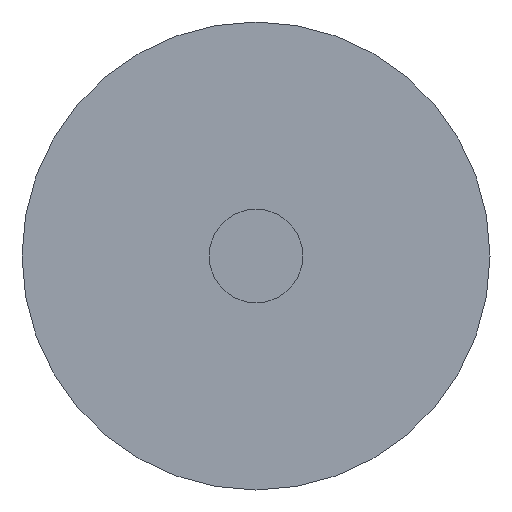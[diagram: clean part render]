
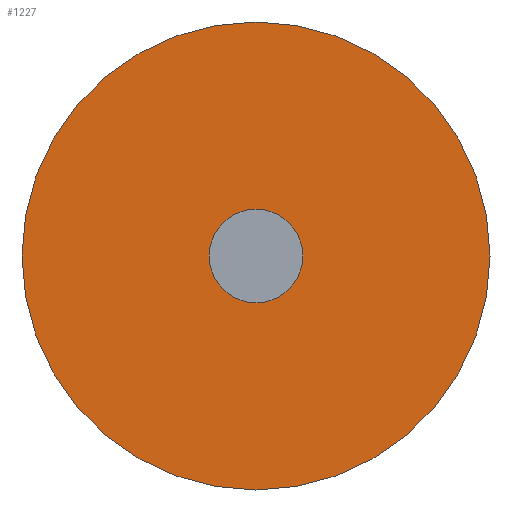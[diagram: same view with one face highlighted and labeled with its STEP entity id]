
A CAD part, front view. The second image highlights one B-rep face of the part: STEP entity #1227.
In plain terms, the highlighted planar face has unit normal (0, -1, 0).
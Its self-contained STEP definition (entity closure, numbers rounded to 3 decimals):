
#17=FACE_BOUND('',#168,.T.);
#25=PLANE('',#1323);
#96=FACE_OUTER_BOUND('',#167,.T.);
#167=EDGE_LOOP('',(#1097));
#168=EDGE_LOOP('',(#1098));
#176=CIRCLE('',#1304,25.);
#179=CIRCLE('',#1308,5.);
#531=VERTEX_POINT('',#7955);
#534=VERTEX_POINT('',#7963);
#712=EDGE_CURVE('',#531,#531,#176,.T.);
#717=EDGE_CURVE('',#534,#534,#179,.T.);
#1097=ORIENTED_EDGE('',*,*,#712,.T.);
#1098=ORIENTED_EDGE('',*,*,#717,.F.);
#1227=ADVANCED_FACE('',(#96,#17),#25,.F.);
#1304=AXIS2_PLACEMENT_3D('',#7956,#1502,#1503);
#1308=AXIS2_PLACEMENT_3D('',#7965,#1512,#1513);
#1323=AXIS2_PLACEMENT_3D('',#7988,#1545,#1546);
#1502=DIRECTION('center_axis',(0.,-1.,0.));
#1503=DIRECTION('ref_axis',(1.,0.,0.));
#1512=DIRECTION('center_axis',(0.,-1.,0.));
#1513=DIRECTION('ref_axis',(1.,0.,0.));
#1545=DIRECTION('center_axis',(0.,1.,0.));
#1546=DIRECTION('ref_axis',(-1.,0.,0.));
#7955=CARTESIAN_POINT('',(-25.,0.,0.));
#7956=CARTESIAN_POINT('Origin',(0.,0.,
0.));
#7963=CARTESIAN_POINT('',(-5.,0.,0.));
#7965=CARTESIAN_POINT('Origin',(0.,0.,
0.));
#7988=CARTESIAN_POINT('Origin',(-25.,0.,0.));
